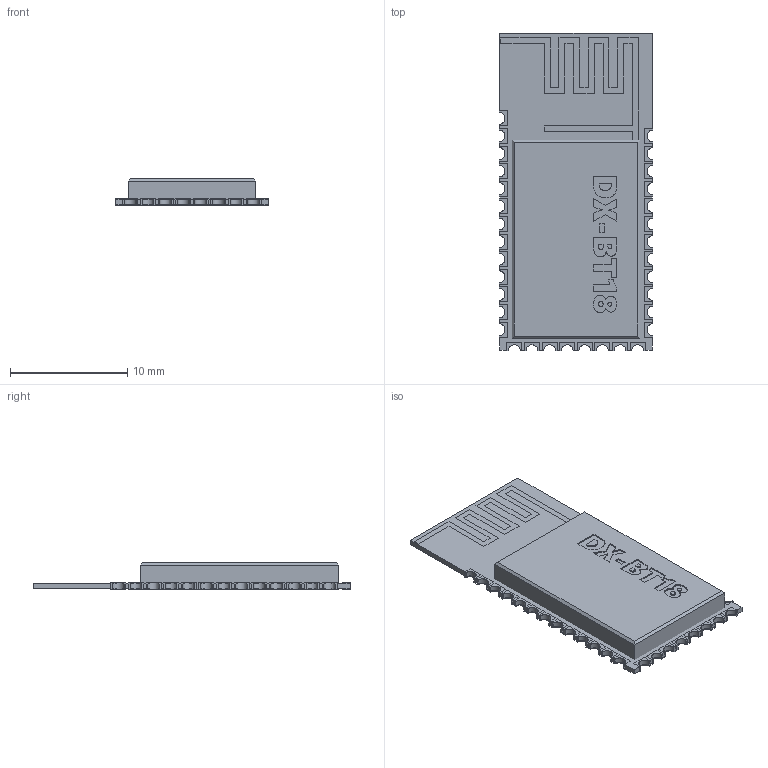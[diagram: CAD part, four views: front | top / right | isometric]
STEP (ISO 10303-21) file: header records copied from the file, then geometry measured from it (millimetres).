
FILE_DESCRIPTION(('FreeCAD Model'),'2;1');
FILE_NAME( 'BT module DX-BT18.step', '2020-05-19T11:36:02',('Author'),(''), 'Open CASCADE STEP processor 7.3','FreeCAD','Unknown');
FILE_SCHEMA(('AUTOMOTIVE_DESIGN { 1 0 10303 214 1 1 1 1 }'));
Length unit declared in the file: millimetre
Products named in the file (10): DX_BT18_BlueTooth_module; white_mask; Gold; Array008_cont_left; Bottom_cont002; Array007_cont_right; Array006_cont_bott; Golds_antenna; Metal_body; Plate_green
Assembly tree (41 placements, depth 4):
  DX_BT18_BlueTooth_module
    white_mask
    Gold
      Array008_cont_left
        Bottom_cont002  x13
      Array007_cont_right
        Bottom_cont002  x12
      Array006_cont_bott
        Bottom_cont002  x8
      Golds_antenna
    Metal_body
    Plate_green
Bounding box: 13.11 x 27.05 x 2.25 mm (x, y, z)
Volume: 575.6 mm3; surface area: 1389.9 mm2
Topology: 36 solids, 36 shells, 524 faces, 1320 edges, 884 vertices
Faces by surface type: plane 375, cylinder 79, extrusion 70
Entity records: 18719 total; most frequent: CARTESIAN_POINT 3746, DIRECTION 2586, VECTOR 1826, LINE 1756, ORIENTED_EDGE 1480, PCURVE 1480, DEFINITIONAL_REPRESENTATION 1480, EDGE_CURVE 740
